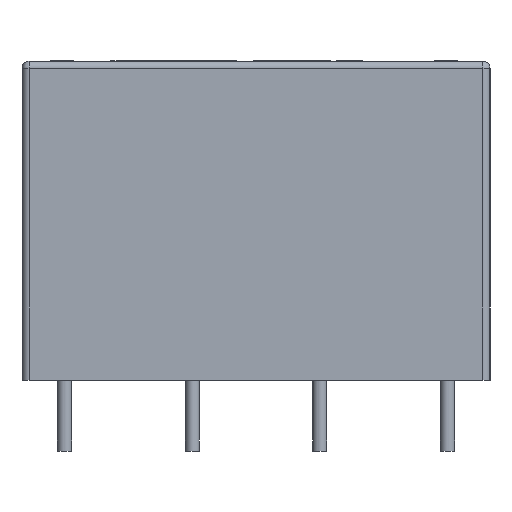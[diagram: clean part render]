
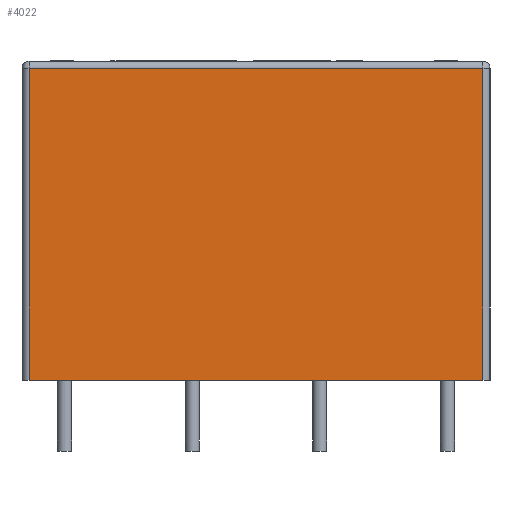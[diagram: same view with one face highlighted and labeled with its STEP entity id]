
A CAD part, left-side view. The second image highlights one B-rep face of the part: STEP entity #4022.
In plain terms, the highlighted planar face has unit normal (-1, 0, 0).
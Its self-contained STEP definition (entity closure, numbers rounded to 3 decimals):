
#102=LINE('',#8641,#139);
#103=LINE('',#8645,#140);
#104=LINE('',#8646,#141);
#105=LINE('',#8647,#142);
#139=VECTOR('',#4673,10.);
#140=VECTOR('',#4676,10.);
#141=VECTOR('',#4677,10.);
#142=VECTOR('',#4678,10.);
#346=FACE_OUTER_BOUND('',#485,.T.);
#485=EDGE_LOOP('',(#3725,#3726,#3727,#3728));
#2058=VERTEX_POINT('',#8621);
#2064=VERTEX_POINT('',#8639);
#2065=VERTEX_POINT('',#8643);
#2066=VERTEX_POINT('',#8644);
#2884=EDGE_CURVE('',#2064,#2058,#102,.T.);
#2885=EDGE_CURVE('',#2065,#2066,#103,.T.);
#2886=EDGE_CURVE('',#2058,#2065,#104,.T.);
#2887=EDGE_CURVE('',#2064,#2066,#105,.T.);
#3725=ORIENTED_EDGE('',*,*,#2885,.F.);
#3726=ORIENTED_EDGE('',*,*,#2886,.F.);
#3727=ORIENTED_EDGE('',*,*,#2884,.F.);
#3728=ORIENTED_EDGE('',*,*,#2887,.T.);
#3914=PLANE('',#4365);
#4022=ADVANCED_FACE('',(#346),#3914,.T.);
#4365=AXIS2_PLACEMENT_3D('',#8642,#4674,#4675);
#4673=DIRECTION('',(0.,0.,1.));
#4674=DIRECTION('center_axis',(-1.,0.,0.));
#4675=DIRECTION('ref_axis',(0.,-1.,0.));
#4676=DIRECTION('',(0.,0.,-1.));
#4677=DIRECTION('',(0.,-1.,0.));
#4678=DIRECTION('',(0.,-1.,0.));
#8621=CARTESIAN_POINT('',(-19.711,19.334,22.));
#8639=CARTESIAN_POINT('',(-19.711,19.334,0.));
#8641=CARTESIAN_POINT('',(-19.711,19.334,0.));
#8642=CARTESIAN_POINT('Origin',(-19.711,19.834,0.));
#8643=CARTESIAN_POINT('',(-19.711,-12.666,22.));
#8644=CARTESIAN_POINT('',(-19.711,-12.666,0.));
#8645=CARTESIAN_POINT('',(-19.711,-12.666,0.));
#8646=CARTESIAN_POINT('',(-19.711,11.584,22.));
#8647=CARTESIAN_POINT('',(-19.711,19.834,0.));
